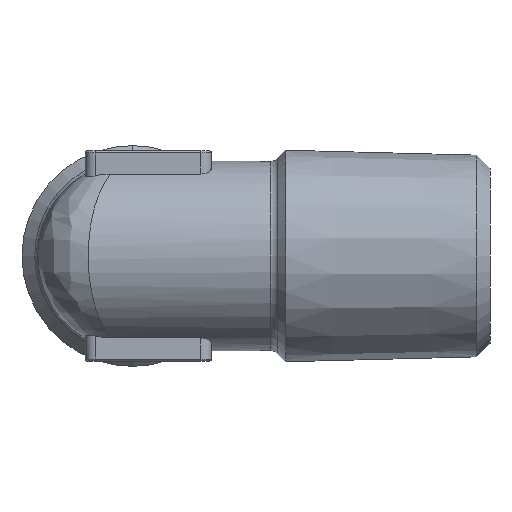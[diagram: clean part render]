
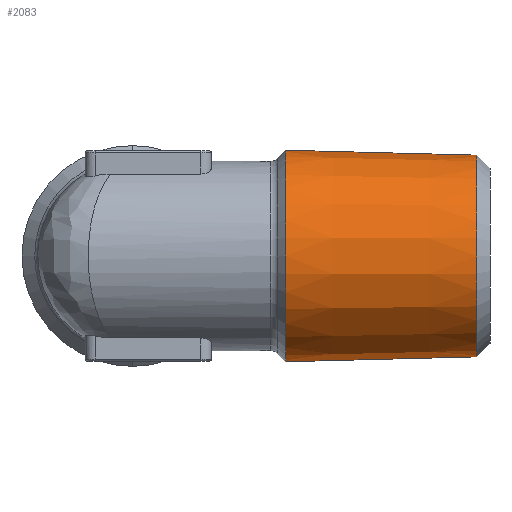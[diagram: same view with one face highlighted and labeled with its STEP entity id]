
A CAD part, left-side view. The second image highlights one B-rep face of the part: STEP entity #2083.
In plain terms, the highlighted conical face has half-angle 1.47 degrees and reference radius 5.031 mm.
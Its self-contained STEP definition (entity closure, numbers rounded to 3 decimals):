
#26 = CIRCLE ( 'NONE', #2356, 4.795 ) ;
#171 = EDGE_CURVE ( 'NONE', #1991, #1735, #836, .T. ) ;
#193 = EDGE_CURVE ( 'NONE', #1737, #1991, #26, .T. ) ;
#300 = CIRCLE ( 'NONE', #1524, 5.028 ) ;
#531 = DIRECTION ( 'NONE',  ( 0., 1., 0.026 ) ) ;
#532 = CARTESIAN_POINT ( 'NONE',  ( 0., -7.165, 5.031 ) ) ;
#652 = DIRECTION ( 'NONE',  ( 0., 0., 1. ) ) ;
#655 = DIRECTION ( 'NONE',  ( 0., 1., 0. ) ) ;
#681 = CARTESIAN_POINT ( 'NONE',  ( 0., -7.165, 0. ) ) ;
#836 = LINE ( 'NONE', #2031, #837 ) ;
#837 = VECTOR ( 'NONE', #2014, 1000. ) ;
#1073 = DIRECTION ( 'NONE',  ( 0., 0., 1. ) ) ;
#1074 = DIRECTION ( 'NONE',  ( 0., 1., 0. ) ) ;
#1076 = CARTESIAN_POINT ( 'NONE',  ( 0., -7.278, 0. ) ) ;
#1243 = EDGE_LOOP ( 'NONE', ( #3586, #3587, #3588, #3589 ) ) ;
#1524 = AXIS2_PLACEMENT_3D ( 'NONE', #1076, #1074, #1073 ) ;
#1582 = AXIS2_PLACEMENT_3D ( 'NONE', #681, #655, #652 ) ;
#1659 = EDGE_CURVE ( 'NONE', #1735, #1736, #300, .T. ) ;
#1735 = VERTEX_POINT ( 'NONE', #2736 ) ;
#1736 = VERTEX_POINT ( 'NONE', #2769 ) ;
#1737 = VERTEX_POINT ( 'NONE', #2767 ) ;
#1991 = VERTEX_POINT ( 'NONE', #2761 ) ;
#2014 = DIRECTION ( 'NONE',  ( 0., 1., -0.026 ) ) ;
#2031 = CARTESIAN_POINT ( 'NONE',  ( 0., -7.165, -5.031 ) ) ;
#2083 = ADVANCED_FACE ( 'NONE', ( #2235 ), #2236, .T. ) ;
#2235 = FACE_OUTER_BOUND ( 'NONE', #1243, .T. ) ;
#2236 = CONICAL_SURFACE ( 'NONE', #1582, 5.031, 0.026 ) ;
#2356 = AXIS2_PLACEMENT_3D ( 'NONE', #2943, #2945, #2955 ) ;
#2736 = CARTESIAN_POINT ( 'NONE',  ( 0., -7.278, -5.028 ) ) ;
#2761 = CARTESIAN_POINT ( 'NONE',  ( 0., -16.365, -4.795 ) ) ;
#2767 = CARTESIAN_POINT ( 'NONE',  ( 0., -16.365, 4.795 ) ) ;
#2769 = CARTESIAN_POINT ( 'NONE',  ( 0., -7.278, 5.028 ) ) ;
#2943 = CARTESIAN_POINT ( 'NONE',  ( 0., -16.365, 0. ) ) ;
#2945 = DIRECTION ( 'NONE',  ( 0., -1., 0. ) ) ;
#2955 = DIRECTION ( 'NONE',  ( 0., 0., -1. ) ) ;
#3485 = LINE ( 'NONE', #532, #3486 ) ;
#3486 = VECTOR ( 'NONE', #531, 1000. ) ;
#3538 = EDGE_CURVE ( 'NONE', #1737, #1736, #3485, .T. ) ;
#3586 = ORIENTED_EDGE ( 'NONE', *, *, #171, .F. ) ;
#3587 = ORIENTED_EDGE ( 'NONE', *, *, #193, .F. ) ;
#3588 = ORIENTED_EDGE ( 'NONE', *, *, #3538, .T. ) ;
#3589 = ORIENTED_EDGE ( 'NONE', *, *, #1659, .F. ) ;
